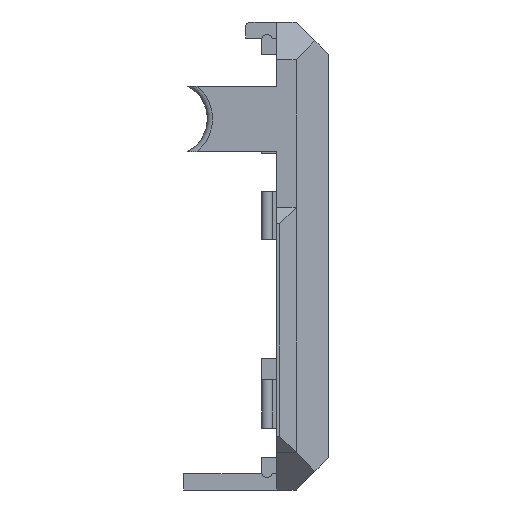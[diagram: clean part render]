
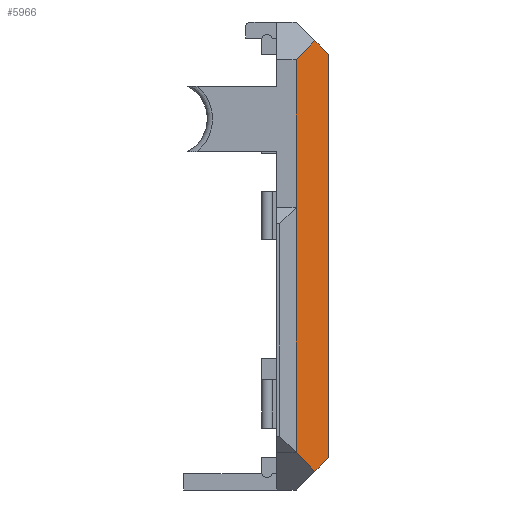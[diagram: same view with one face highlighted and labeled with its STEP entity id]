
A CAD part, left-side view. The second image highlights one B-rep face of the part: STEP entity #5966.
In plain terms, the highlighted planar face has unit normal (-0.707, -0.707, 0).
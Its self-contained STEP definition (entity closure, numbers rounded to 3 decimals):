
#242 = CARTESIAN_POINT ( 'NONE',  ( 3., 0., 40.5 ) ) ;
#302 = CARTESIAN_POINT ( 'NONE',  ( 0., 3., 3.5 ) ) ;
#363 = VERTEX_POINT ( 'NONE', #6197 ) ;
#651 = LINE ( 'NONE', #7670, #2008 ) ;
#880 = CARTESIAN_POINT ( 'NONE',  ( -13.333, 16.333, 26.667 ) ) ;
#1062 = VECTOR ( 'NONE', #7786, 1000. ) ;
#1098 = VECTOR ( 'NONE', #3676, 1000. ) ;
#1519 = AXIS2_PLACEMENT_3D ( 'NONE', #5323, #1988, #4593 ) ;
#1749 = ORIENTED_EDGE ( 'NONE', *, *, #4677, .F. ) ;
#1988 = DIRECTION ( 'NONE',  ( 0.707, 0.707, 0. ) ) ;
#2008 = VECTOR ( 'NONE', #6991, 1000. ) ;
#2147 = ORIENTED_EDGE ( 'NONE', *, *, #3194, .F. ) ;
#2305 = DIRECTION ( 'NONE',  ( 0.577, -0.577, -0.577 ) ) ;
#2342 = CARTESIAN_POINT ( 'NONE',  ( 3., 0., 0. ) ) ;
#2346 = LINE ( 'NONE', #5779, #7835 ) ;
#2418 = EDGE_CURVE ( 'NONE', #7460, #363, #651, .T. ) ;
#2590 = VECTOR ( 'NONE', #5454, 1000. ) ;
#2868 = VERTEX_POINT ( 'NONE', #4351 ) ;
#3194 = EDGE_CURVE ( 'NONE', #363, #8675, #5743, .T. ) ;
#3676 = DIRECTION ( 'NONE',  ( 0., 0., 1. ) ) ;
#4088 = VERTEX_POINT ( 'NONE', #242 ) ;
#4351 = CARTESIAN_POINT ( 'NONE',  ( 1.75, 1.25, 41.75 ) ) ;
#4383 = LINE ( 'NONE', #880, #4487 ) ;
#4400 = CARTESIAN_POINT ( 'NONE',  ( 0., 3., 40. ) ) ;
#4450 = DIRECTION ( 'NONE',  ( 0., 0., -1. ) ) ;
#4487 = VECTOR ( 'NONE', #7083, 1000. ) ;
#4589 = EDGE_CURVE ( 'NONE', #2868, #4088, #4954, .T. ) ;
#4593 = DIRECTION ( 'NONE',  ( 0., 0., 1. ) ) ;
#4619 = VERTEX_POINT ( 'NONE', #7736 ) ;
#4677 = EDGE_CURVE ( 'NONE', #4088, #8817, #8510, .T. ) ;
#4954 = LINE ( 'NONE', #5692, #1062 ) ;
#5055 = CARTESIAN_POINT ( 'NONE',  ( 0., 3., 0. ) ) ;
#5103 = ORIENTED_EDGE ( 'NONE', *, *, #7608, .T. ) ;
#5323 = CARTESIAN_POINT ( 'NONE',  ( 0., 3., 0. ) ) ;
#5454 = DIRECTION ( 'NONE',  ( 0.577, -0.577, 0.577 ) ) ;
#5692 = CARTESIAN_POINT ( 'NONE',  ( 14.5, -11.5, 29. ) ) ;
#5743 = LINE ( 'NONE', #5055, #1098 ) ;
#5771 = ORIENTED_EDGE ( 'NONE', *, *, #2418, .F. ) ;
#5779 = CARTESIAN_POINT ( 'NONE',  ( 1.167, 1.833, 2.333 ) ) ;
#5966 = ADVANCED_FACE ( 'NONE', ( #6006 ), #8244, .F. ) ;
#6006 = FACE_OUTER_BOUND ( 'NONE', #8497, .T. ) ;
#6197 = CARTESIAN_POINT ( 'NONE',  ( 0., 3., 26.25 ) ) ;
#6765 = CARTESIAN_POINT ( 'NONE',  ( 3., 0., 3. ) ) ;
#6879 = ORIENTED_EDGE ( 'NONE', *, *, #7383, .T. ) ;
#6991 = DIRECTION ( 'NONE',  ( 0., 0., 1. ) ) ;
#7083 = DIRECTION ( 'NONE',  ( -0.577, 0.577, -0.577 ) ) ;
#7383 = EDGE_CURVE ( 'NONE', #7460, #4619, #2346, .T. ) ;
#7460 = VERTEX_POINT ( 'NONE', #302 ) ;
#7553 = CARTESIAN_POINT ( 'NONE',  ( 0., 3., 0. ) ) ;
#7595 = LINE ( 'NONE', #7553, #2590 ) ;
#7608 = EDGE_CURVE ( 'NONE', #4619, #8817, #7595, .T. ) ;
#7670 = CARTESIAN_POINT ( 'NONE',  ( 0., 3., 0. ) ) ;
#7736 = CARTESIAN_POINT ( 'NONE',  ( 1.75, 1.25, 1.75 ) ) ;
#7786 = DIRECTION ( 'NONE',  ( 0.577, -0.577, -0.577 ) ) ;
#7835 = VECTOR ( 'NONE', #2305, 1000. ) ;
#8030 = EDGE_CURVE ( 'NONE', #2868, #8675, #4383, .T. ) ;
#8058 = VECTOR ( 'NONE', #4450, 1000. ) ;
#8244 = PLANE ( 'NONE',  #1519 ) ;
#8249 = ORIENTED_EDGE ( 'NONE', *, *, #8030, .T. ) ;
#8497 = EDGE_LOOP ( 'NONE', ( #8963, #8249, #2147, #5771, #6879, #5103, #1749 ) ) ;
#8510 = LINE ( 'NONE', #2342, #8058 ) ;
#8675 = VERTEX_POINT ( 'NONE', #4400 ) ;
#8817 = VERTEX_POINT ( 'NONE', #6765 ) ;
#8963 = ORIENTED_EDGE ( 'NONE', *, *, #4589, .F. ) ;
